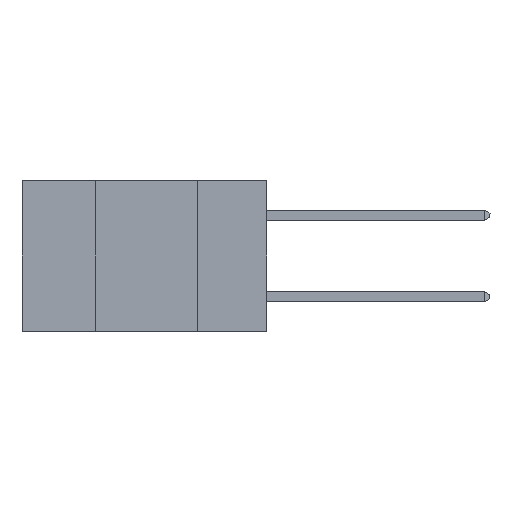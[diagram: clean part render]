
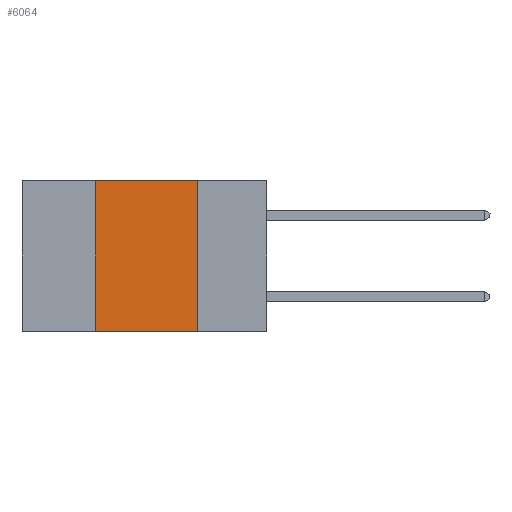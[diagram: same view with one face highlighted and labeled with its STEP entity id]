
A CAD part, left-side view. The second image highlights one B-rep face of the part: STEP entity #6064.
In plain terms, the highlighted planar face has unit normal (-1, 0, 0).
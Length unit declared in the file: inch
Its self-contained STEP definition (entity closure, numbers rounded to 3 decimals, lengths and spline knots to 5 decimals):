
#567 = DIRECTION ( 'NONE',  ( 0., -1., 0. ) ) ;
#809 = PLANE ( 'NONE',  #4693 ) ;
#1442 = DIRECTION ( 'NONE',  ( 1., 0., 0. ) ) ;
#1557 = DIRECTION ( 'NONE',  ( 0., 0., 1. ) ) ;
#1787 = VECTOR ( 'NONE', #1557, 39.37008 ) ;
#1886 = VERTEX_POINT ( 'NONE', #9413 ) ;
#1897 = EDGE_CURVE ( 'NONE', #2258, #5030, #6806, .T. ) ;
#2240 = ORIENTED_EDGE ( 'NONE', *, *, #3610, .T. ) ;
#2258 = VERTEX_POINT ( 'NONE', #9255 ) ;
#2260 = LINE ( 'NONE', #2648, #9420 ) ;
#2375 = FACE_OUTER_BOUND ( 'NONE', #7530, .T. ) ;
#2648 = CARTESIAN_POINT ( 'NONE',  ( 0., 0.6, 0. ) ) ;
#2882 = DIRECTION ( 'NONE',  ( 0., -1., 0. ) ) ;
#3610 = EDGE_CURVE ( 'NONE', #1886, #5030, #3750, .T. ) ;
#3700 = CARTESIAN_POINT ( 'NONE',  ( 0., 0.17, -0.37 ) ) ;
#3750 = LINE ( 'NONE', #7263, #5330 ) ;
#4113 = DIRECTION ( 'NONE',  ( 0., 0., -1. ) ) ;
#4116 = ORIENTED_EDGE ( 'NONE', *, *, #4768, .F. ) ;
#4238 = CARTESIAN_POINT ( 'NONE',  ( 0., 0.42, 0. ) ) ;
#4693 = AXIS2_PLACEMENT_3D ( 'NONE', #9421, #1442, #4113 ) ;
#4768 = EDGE_CURVE ( 'NONE', #10785, #2258, #2260, .T. ) ;
#5029 = LINE ( 'NONE', #4238, #1787 ) ;
#5030 = VERTEX_POINT ( 'NONE', #3700 ) ;
#5330 = VECTOR ( 'NONE', #2882, 39.37008 ) ;
#5835 = DIRECTION ( 'NONE',  ( 0., 0., -1. ) ) ;
#6064 = ADVANCED_FACE ( 'NONE', ( #2375 ), #809, .F. ) ;
#6680 = CARTESIAN_POINT ( 'NONE',  ( 0., 0.17, 0. ) ) ;
#6806 = LINE ( 'NONE', #6680, #11156 ) ;
#7263 = CARTESIAN_POINT ( 'NONE',  ( 0., 0.6, -0.37 ) ) ;
#7458 = EDGE_CURVE ( 'NONE', #1886, #10785, #5029, .T. ) ;
#7530 = EDGE_LOOP ( 'NONE', ( #10385, #4116, #8013, #2240 ) ) ;
#8013 = ORIENTED_EDGE ( 'NONE', *, *, #7458, .F. ) ;
#9050 = CARTESIAN_POINT ( 'NONE',  ( 0., 0.42, 0. ) ) ;
#9255 = CARTESIAN_POINT ( 'NONE',  ( 0., 0.17, 0. ) ) ;
#9413 = CARTESIAN_POINT ( 'NONE',  ( 0., 0.42, -0.37 ) ) ;
#9420 = VECTOR ( 'NONE', #567, 39.37008 ) ;
#9421 = CARTESIAN_POINT ( 'NONE',  ( 0., 0.6, 0. ) ) ;
#10385 = ORIENTED_EDGE ( 'NONE', *, *, #1897, .F. ) ;
#10785 = VERTEX_POINT ( 'NONE', #9050 ) ;
#11156 = VECTOR ( 'NONE', #5835, 39.37008 ) ;
